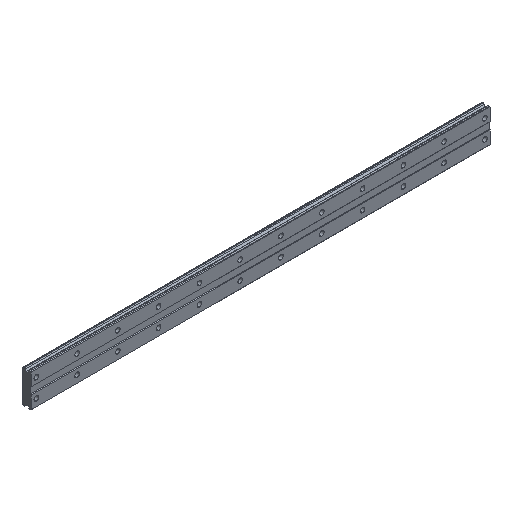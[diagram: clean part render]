
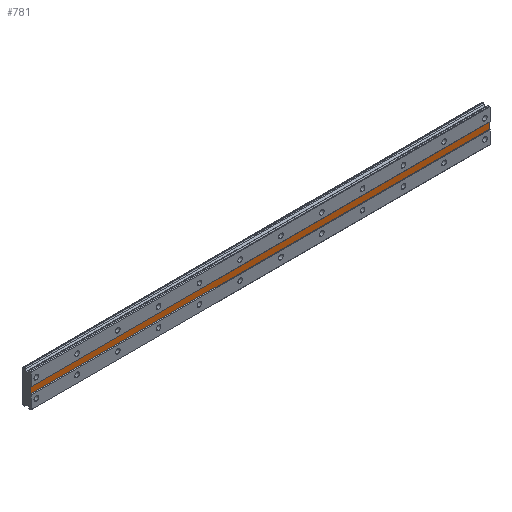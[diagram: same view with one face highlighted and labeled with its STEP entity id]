
A CAD part, isometric view. The second image highlights one B-rep face of the part: STEP entity #781.
In plain terms, the highlighted planar face has unit normal (0, -1, 0).
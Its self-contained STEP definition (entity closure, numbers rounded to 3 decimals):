
#324 = ORIENTED_EDGE ( 'NONE', *, *, #779, .T. ) ;
#374 = CARTESIAN_POINT ( 'NONE',  ( 445., 0.5, 3. ) ) ;
#430 = LINE ( 'NONE', #374, #4646 ) ;
#711 = CARTESIAN_POINT ( 'NONE',  ( 445., 0.5, 3. ) ) ;
#772 = AXIS2_PLACEMENT_3D ( 'NONE', #711, #4843, #4061 ) ;
#779 = EDGE_CURVE ( 'NONE', #2861, #2300, #4086, .T. ) ;
#781 = ADVANCED_FACE ( 'NONE', ( #1123 ), #2548, .F. ) ;
#1056 = DIRECTION ( 'NONE',  ( 1., 0., 0. ) ) ;
#1112 = ORIENTED_EDGE ( 'NONE', *, *, #4380, .F. ) ;
#1123 = FACE_OUTER_BOUND ( 'NONE', #2991, .T. ) ;
#1197 = VERTEX_POINT ( 'NONE', #2629 ) ;
#1571 = DIRECTION ( 'NONE',  ( 0., 0., -1. ) ) ;
#1842 = CARTESIAN_POINT ( 'NONE',  ( -5., 0.5, 16.615 ) ) ;
#1916 = CARTESIAN_POINT ( 'NONE',  ( 445., 0.5, 16.615 ) ) ;
#1986 = VERTEX_POINT ( 'NONE', #3986 ) ;
#2214 = VECTOR ( 'NONE', #3823, 1000. ) ;
#2298 = EDGE_CURVE ( 'NONE', #1986, #2300, #4248, .T. ) ;
#2300 = VERTEX_POINT ( 'NONE', #4276 ) ;
#2333 = ORIENTED_EDGE ( 'NONE', *, *, #3555, .T. ) ;
#2548 = PLANE ( 'NONE',  #772 ) ;
#2629 = CARTESIAN_POINT ( 'NONE',  ( -5., 0.5, 3. ) ) ;
#2682 = ORIENTED_EDGE ( 'NONE', *, *, #2298, .F. ) ;
#2731 = VECTOR ( 'NONE', #1056, 1000. ) ;
#2861 = VERTEX_POINT ( 'NONE', #4829 ) ;
#2928 = CARTESIAN_POINT ( 'NONE',  ( 445., 0.5, -3. ) ) ;
#2991 = EDGE_LOOP ( 'NONE', ( #324, #2682, #1112, #2333 ) ) ;
#3459 = DIRECTION ( 'NONE',  ( 1., 0., 0. ) ) ;
#3555 = EDGE_CURVE ( 'NONE', #1197, #2861, #4854, .T. ) ;
#3823 = DIRECTION ( 'NONE',  ( 0., 0., -1. ) ) ;
#3986 = CARTESIAN_POINT ( 'NONE',  ( 445., 0.5, 3. ) ) ;
#4036 = VECTOR ( 'NONE', #1571, 1000. ) ;
#4061 = DIRECTION ( 'NONE',  ( 0., 0., 1. ) ) ;
#4086 = LINE ( 'NONE', #2928, #2731 ) ;
#4248 = LINE ( 'NONE', #1916, #2214 ) ;
#4276 = CARTESIAN_POINT ( 'NONE',  ( 445., 0.5, -3. ) ) ;
#4380 = EDGE_CURVE ( 'NONE', #1197, #1986, #430, .T. ) ;
#4646 = VECTOR ( 'NONE', #3459, 1000. ) ;
#4829 = CARTESIAN_POINT ( 'NONE',  ( -5., 0.5, -3. ) ) ;
#4843 = DIRECTION ( 'NONE',  ( 0., 1., 0. ) ) ;
#4854 = LINE ( 'NONE', #1842, #4036 ) ;
